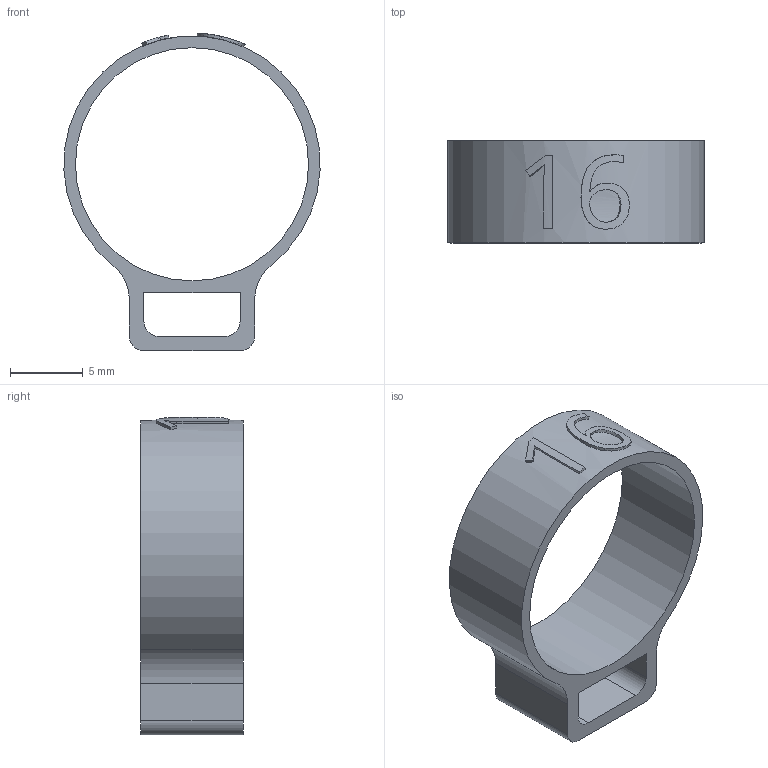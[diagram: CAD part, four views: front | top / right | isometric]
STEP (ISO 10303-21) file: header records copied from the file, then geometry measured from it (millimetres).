
FILE_DESCRIPTION(/* description */ ('STEP AP242','CAx-IF Rec.Pracs.---Representation and Presentation of Product Manufacturing Information (PMI)---4.0---2014-10-13','CAx-IF Rec.Pracs.---3D Tessellated Geometry---0.4---2014-09-14','2;1'),/* implementation_level */ '2;1');
FILE_NAME(/* name */ '65f411a63bdb641e7dd5e2e3',/* time_stamp */ '2024-03-15T09:15:19Z',/* author */ (''),/* organization */ (''),/* preprocessor_version */ 'ST-DEVELOPER v19.4',/* originating_system */ ' ',/* authorisation */ ' ');
FILE_SCHEMA (('AP242_MANAGED_MODEL_BASED_3D_ENGINEERING_MIM_LF { 1 0 10303 442 1 1 4 }'));
Length unit declared in the file: metre
Products named in the file (1): Slider ring
Bounding box: 17.58 x 7 x 21.79 mm (x, y, z)
Volume: 426.7 mm3; surface area: 1056.2 mm2
Topology: 1 solids, 1 shells, 54 faces, 147 edges, 98 vertices
Faces by surface type: bspline 28, plane 15, cylinder 11
Full cylindrical faces by diameter (mm): 16 x1
Entity records: 2108 total; most frequent: CARTESIAN_POINT 947, ORIENTED_EDGE 292, EDGE_CURVE 146, DIRECTION 135, VERTEX_POINT 98, B_SPLINE_CURVE_WITH_KNOTS 87, EDGE_LOOP 62, FACE_BOUND 62
